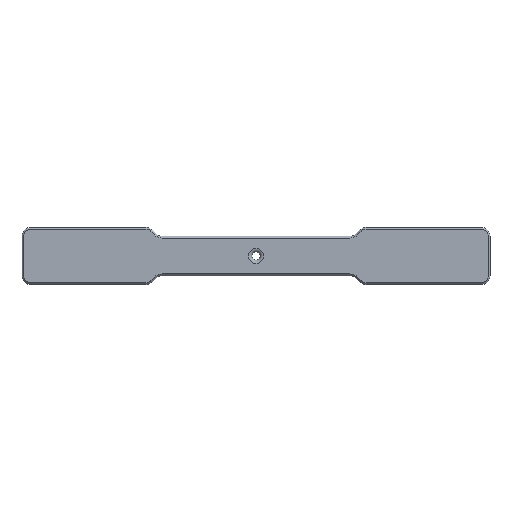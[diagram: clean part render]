
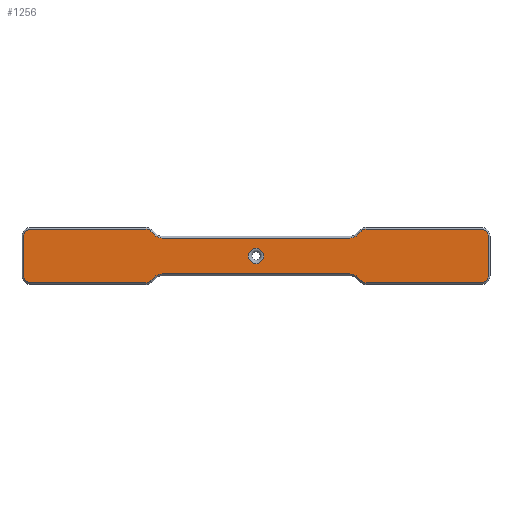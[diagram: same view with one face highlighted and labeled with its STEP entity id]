
A CAD part, top view. The second image highlights one B-rep face of the part: STEP entity #1256.
In plain terms, the highlighted planar face has unit normal (0, 0, 1).
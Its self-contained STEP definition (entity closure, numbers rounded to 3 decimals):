
#70=FACE_BOUND('',#229,.T.);
#85=CIRCLE('',#1374,4.3);
#87=CIRCLE('',#1377,4.);
#88=CIRCLE('',#1378,4.);
#89=CIRCLE('',#1379,6.);
#90=CIRCLE('',#1380,6.);
#91=CIRCLE('',#1381,4.);
#92=CIRCLE('',#1382,4.);
#93=CIRCLE('',#1383,4.);
#94=CIRCLE('',#1384,4.);
#95=CIRCLE('',#1385,6.);
#96=CIRCLE('',#1386,6.);
#97=CIRCLE('',#1387,4.);
#98=CIRCLE('',#1388,4.);
#146=FACE_OUTER_BOUND('',#228,.T.);
#228=EDGE_LOOP('',(#917,#918,#919,#920,#921,#922,#923,#924,#925,#926,#927,
#928,#929,#930,#931,#932,#933,#934,#935,#936,#937,#938,#939,#940));
#229=EDGE_LOOP('',(#941));
#318=LINE('',#1980,#444);
#319=LINE('',#1984,#445);
#320=LINE('',#1988,#446);
#321=LINE('',#1992,#447);
#322=LINE('',#1996,#448);
#323=LINE('',#2000,#449);
#324=LINE('',#2004,#450);
#325=LINE('',#2008,#451);
#326=LINE('',#2012,#452);
#327=LINE('',#2016,#453);
#328=LINE('',#2020,#454);
#329=LINE('',#2024,#455);
#444=VECTOR('',#1583,10.);
#445=VECTOR('',#1586,10.);
#446=VECTOR('',#1589,10.);
#447=VECTOR('',#1592,10.);
#448=VECTOR('',#1595,10.);
#449=VECTOR('',#1598,10.);
#450=VECTOR('',#1601,10.);
#451=VECTOR('',#1604,10.);
#452=VECTOR('',#1607,10.);
#453=VECTOR('',#1610,10.);
#454=VECTOR('',#1613,10.);
#455=VECTOR('',#1616,10.);
#570=VERTEX_POINT('',#1974);
#571=VERTEX_POINT('',#1978);
#572=VERTEX_POINT('',#1979);
#573=VERTEX_POINT('',#1981);
#574=VERTEX_POINT('',#1983);
#575=VERTEX_POINT('',#1985);
#576=VERTEX_POINT('',#1987);
#577=VERTEX_POINT('',#1989);
#578=VERTEX_POINT('',#1991);
#579=VERTEX_POINT('',#1993);
#580=VERTEX_POINT('',#1995);
#581=VERTEX_POINT('',#1997);
#582=VERTEX_POINT('',#1999);
#583=VERTEX_POINT('',#2001);
#584=VERTEX_POINT('',#2003);
#585=VERTEX_POINT('',#2005);
#586=VERTEX_POINT('',#2007);
#587=VERTEX_POINT('',#2009);
#588=VERTEX_POINT('',#2011);
#589=VERTEX_POINT('',#2013);
#590=VERTEX_POINT('',#2015);
#591=VERTEX_POINT('',#2017);
#592=VERTEX_POINT('',#2019);
#593=VERTEX_POINT('',#2021);
#594=VERTEX_POINT('',#2023);
#694=EDGE_CURVE('',#570,#570,#85,.T.);
#696=EDGE_CURVE('',#571,#572,#318,.T.);
#697=EDGE_CURVE('',#573,#571,#87,.T.);
#698=EDGE_CURVE('',#574,#573,#319,.T.);
#699=EDGE_CURVE('',#575,#574,#88,.T.);
#700=EDGE_CURVE('',#576,#575,#320,.T.);
#701=EDGE_CURVE('',#577,#576,#89,.T.);
#702=EDGE_CURVE('',#578,#577,#321,.T.);
#703=EDGE_CURVE('',#579,#578,#90,.T.);
#704=EDGE_CURVE('',#580,#579,#322,.T.);
#705=EDGE_CURVE('',#581,#580,#91,.T.);
#706=EDGE_CURVE('',#582,#581,#323,.T.);
#707=EDGE_CURVE('',#583,#582,#92,.T.);
#708=EDGE_CURVE('',#584,#583,#324,.T.);
#709=EDGE_CURVE('',#585,#584,#93,.T.);
#710=EDGE_CURVE('',#586,#585,#325,.T.);
#711=EDGE_CURVE('',#587,#586,#94,.T.);
#712=EDGE_CURVE('',#588,#587,#326,.T.);
#713=EDGE_CURVE('',#589,#588,#95,.T.);
#714=EDGE_CURVE('',#590,#589,#327,.T.);
#715=EDGE_CURVE('',#591,#590,#96,.T.);
#716=EDGE_CURVE('',#592,#591,#328,.T.);
#717=EDGE_CURVE('',#593,#592,#97,.T.);
#718=EDGE_CURVE('',#594,#593,#329,.T.);
#719=EDGE_CURVE('',#572,#594,#98,.T.);
#917=ORIENTED_EDGE('',*,*,#696,.F.);
#918=ORIENTED_EDGE('',*,*,#697,.F.);
#919=ORIENTED_EDGE('',*,*,#698,.F.);
#920=ORIENTED_EDGE('',*,*,#699,.F.);
#921=ORIENTED_EDGE('',*,*,#700,.F.);
#922=ORIENTED_EDGE('',*,*,#701,.F.);
#923=ORIENTED_EDGE('',*,*,#702,.F.);
#924=ORIENTED_EDGE('',*,*,#703,.F.);
#925=ORIENTED_EDGE('',*,*,#704,.F.);
#926=ORIENTED_EDGE('',*,*,#705,.F.);
#927=ORIENTED_EDGE('',*,*,#706,.F.);
#928=ORIENTED_EDGE('',*,*,#707,.F.);
#929=ORIENTED_EDGE('',*,*,#708,.F.);
#930=ORIENTED_EDGE('',*,*,#709,.F.);
#931=ORIENTED_EDGE('',*,*,#710,.F.);
#932=ORIENTED_EDGE('',*,*,#711,.F.);
#933=ORIENTED_EDGE('',*,*,#712,.F.);
#934=ORIENTED_EDGE('',*,*,#713,.F.);
#935=ORIENTED_EDGE('',*,*,#714,.F.);
#936=ORIENTED_EDGE('',*,*,#715,.F.);
#937=ORIENTED_EDGE('',*,*,#716,.F.);
#938=ORIENTED_EDGE('',*,*,#717,.F.);
#939=ORIENTED_EDGE('',*,*,#718,.F.);
#940=ORIENTED_EDGE('',*,*,#719,.F.);
#941=ORIENTED_EDGE('',*,*,#694,.F.);
#1207=PLANE('',#1376);
#1256=ADVANCED_FACE('',(#146,#70),#1207,.T.);
#1374=AXIS2_PLACEMENT_3D('',#1975,#1577,#1578);
#1376=AXIS2_PLACEMENT_3D('',#1977,#1581,#1582);
#1377=AXIS2_PLACEMENT_3D('',#1982,#1584,#1585);
#1378=AXIS2_PLACEMENT_3D('',#1986,#1587,#1588);
#1379=AXIS2_PLACEMENT_3D('',#1990,#1590,#1591);
#1380=AXIS2_PLACEMENT_3D('',#1994,#1593,#1594);
#1381=AXIS2_PLACEMENT_3D('',#1998,#1596,#1597);
#1382=AXIS2_PLACEMENT_3D('',#2002,#1599,#1600);
#1383=AXIS2_PLACEMENT_3D('',#2006,#1602,#1603);
#1384=AXIS2_PLACEMENT_3D('',#2010,#1605,#1606);
#1385=AXIS2_PLACEMENT_3D('',#2014,#1608,#1609);
#1386=AXIS2_PLACEMENT_3D('',#2018,#1611,#1612);
#1387=AXIS2_PLACEMENT_3D('',#2022,#1614,#1615);
#1388=AXIS2_PLACEMENT_3D('',#2025,#1617,#1618);
#1577=DIRECTION('center_axis',(0.,0.,1.));
#1578=DIRECTION('ref_axis',(-1.,0.,0.));
#1581=DIRECTION('center_axis',(0.,0.,1.));
#1582=DIRECTION('ref_axis',(-1.,0.,0.));
#1583=DIRECTION('',(0.,1.,0.));
#1584=DIRECTION('center_axis',(0.,0.,-1.));
#1585=DIRECTION('ref_axis',(-0.707,-0.707,0.));
#1586=DIRECTION('',(-1.,0.,0.));
#1587=DIRECTION('center_axis',(0.,0.,-1.));
#1588=DIRECTION('ref_axis',(0.383,-0.924,0.));
#1589=DIRECTION('',(-0.707,-0.707,0.));
#1590=DIRECTION('center_axis',(0.,0.,1.));
#1591=DIRECTION('ref_axis',(-0.383,0.924,0.));
#1592=DIRECTION('',(-1.,0.,0.));
#1593=DIRECTION('center_axis',(0.,0.,1.));
#1594=DIRECTION('ref_axis',(0.383,0.924,0.));
#1595=DIRECTION('',(-0.707,0.707,0.));
#1596=DIRECTION('center_axis',(0.,0.,-1.));
#1597=DIRECTION('ref_axis',(-0.383,-0.924,0.));
#1598=DIRECTION('',(-1.,0.,0.));
#1599=DIRECTION('center_axis',(0.,0.,-1.));
#1600=DIRECTION('ref_axis',(0.707,-0.707,0.));
#1601=DIRECTION('',(0.,-1.,0.));
#1602=DIRECTION('center_axis',(0.,0.,-1.));
#1603=DIRECTION('ref_axis',(0.707,0.707,0.));
#1604=DIRECTION('',(1.,0.,0.));
#1605=DIRECTION('center_axis',(0.,0.,-1.));
#1606=DIRECTION('ref_axis',(-0.383,0.924,0.));
#1607=DIRECTION('',(0.707,0.707,0.));
#1608=DIRECTION('center_axis',(0.,0.,1.));
#1609=DIRECTION('ref_axis',(0.383,-0.924,0.));
#1610=DIRECTION('',(1.,0.,0.));
#1611=DIRECTION('center_axis',(0.,0.,1.));
#1612=DIRECTION('ref_axis',(-0.383,-0.924,0.));
#1613=DIRECTION('',(0.707,-0.707,0.));
#1614=DIRECTION('center_axis',(0.,0.,-1.));
#1615=DIRECTION('ref_axis',(0.383,0.924,0.));
#1616=DIRECTION('',(1.,0.,0.));
#1617=DIRECTION('center_axis',(0.,0.,-1.));
#1618=DIRECTION('ref_axis',(-0.707,0.707,0.));
#1974=CARTESIAN_POINT('',(4.3,-75.9,496.4));
#1975=CARTESIAN_POINT('Origin',(0.,-75.9,
496.4));
#1977=CARTESIAN_POINT('Origin',(0.,49.,
496.4));
#1978=CARTESIAN_POINT('',(-131.,-87.,496.4));
#1979=CARTESIAN_POINT('',(-131.,-64.8,496.4));
#1980=CARTESIAN_POINT('',(-131.,-5.4,496.4));
#1981=CARTESIAN_POINT('',(-127.,-91.,496.4));
#1982=CARTESIAN_POINT('Origin',(-127.,-87.,496.4));
#1983=CARTESIAN_POINT('',(-62.071,-91.,496.4));
#1984=CARTESIAN_POINT('',(-66.,-91.,496.4));
#1985=CARTESIAN_POINT('',(-59.243,-89.828,496.4));
#1986=CARTESIAN_POINT('Origin',(-62.071,-87.,496.4));
#1987=CARTESIAN_POINT('',(-57.172,-87.757,496.4));
#1988=CARTESIAN_POINT('',(-9.207,-39.793,496.4));
#1989=CARTESIAN_POINT('',(-52.929,-86.,496.4));
#1990=CARTESIAN_POINT('Origin',(-52.929,-92.,496.4));
#1991=CARTESIAN_POINT('',(52.929,-86.,496.4));
#1992=CARTESIAN_POINT('',(-30.,-86.,496.4));
#1993=CARTESIAN_POINT('',(57.172,-87.757,496.4));
#1994=CARTESIAN_POINT('Origin',(52.929,-92.,496.4));
#1995=CARTESIAN_POINT('',(59.243,-89.828,496.4));
#1996=CARTESIAN_POINT('',(9.207,-39.793,496.4));
#1997=CARTESIAN_POINT('',(62.071,-91.,496.4));
#1998=CARTESIAN_POINT('Origin',(62.071,-87.,496.4));
#1999=CARTESIAN_POINT('',(127.,-91.,496.4));
#2000=CARTESIAN_POINT('',(-66.,-91.,496.4));
#2001=CARTESIAN_POINT('',(131.,-87.,496.4));
#2002=CARTESIAN_POINT('Origin',(127.,-87.,496.4));
#2003=CARTESIAN_POINT('',(131.,-64.8,496.4));
#2004=CARTESIAN_POINT('',(131.,-21.5,496.4));
#2005=CARTESIAN_POINT('',(127.,-60.8,496.4));
#2006=CARTESIAN_POINT('Origin',(127.,-64.8,496.4));
#2007=CARTESIAN_POINT('',(62.071,-60.8,496.4));
#2008=CARTESIAN_POINT('',(66.,-60.8,496.4));
#2009=CARTESIAN_POINT('',(59.243,-61.972,496.4));
#2010=CARTESIAN_POINT('Origin',(62.071,-64.8,496.4));
#2011=CARTESIAN_POINT('',(57.172,-64.043,496.4));
#2012=CARTESIAN_POINT('',(71.657,-49.557,496.4));
#2013=CARTESIAN_POINT('',(52.929,-65.8,496.4));
#2014=CARTESIAN_POINT('Origin',(52.929,-59.8,496.4));
#2015=CARTESIAN_POINT('',(-52.929,-65.8,496.4));
#2016=CARTESIAN_POINT('',(30.,-65.8,496.4));
#2017=CARTESIAN_POINT('',(-57.172,-64.043,496.4));
#2018=CARTESIAN_POINT('Origin',(-52.929,-59.8,496.4));
#2019=CARTESIAN_POINT('',(-59.243,-61.972,496.4));
#2020=CARTESIAN_POINT('',(-71.657,-49.557,496.4));
#2021=CARTESIAN_POINT('',(-62.071,-60.8,496.4));
#2022=CARTESIAN_POINT('Origin',(-62.071,-64.8,496.4));
#2023=CARTESIAN_POINT('',(-127.,-60.8,496.4));
#2024=CARTESIAN_POINT('',(66.,-60.8,496.4));
#2025=CARTESIAN_POINT('Origin',(-127.,-64.8,496.4));
